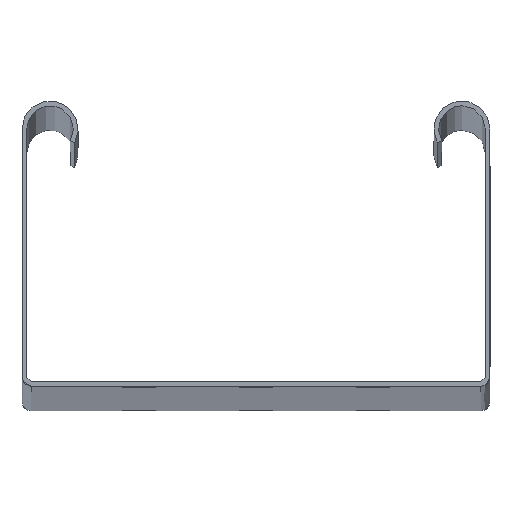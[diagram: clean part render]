
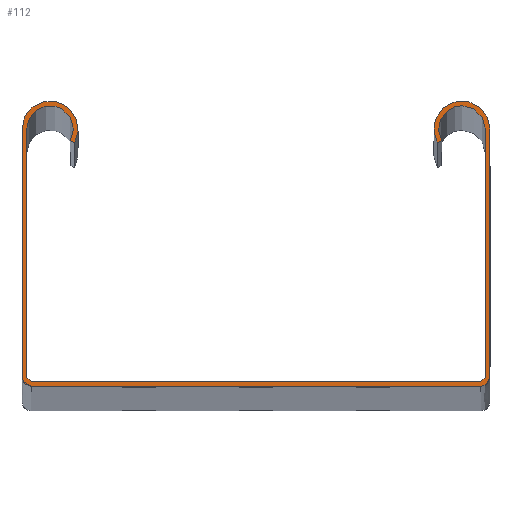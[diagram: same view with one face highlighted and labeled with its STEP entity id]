
A CAD part, top view. The second image highlights one B-rep face of the part: STEP entity #112.
In plain terms, the highlighted planar face has unit normal (0, 0, 1).
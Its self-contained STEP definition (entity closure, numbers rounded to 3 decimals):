
#112=ADVANCED_FACE('',(#290),#3270,.T.);
#290=FACE_OUTER_BOUND('',#548,.T.);
#548=EDGE_LOOP('',(#1109,#1110,#1111,#1112,#1113,#1114,#1115,#1116,#1117,
#1118,#1119,#1120,#1121,#1122,#1123,#1124));
#1109=ORIENTED_EDGE('',*,*,#1773,.F.);
#1110=ORIENTED_EDGE('',*,*,#1948,.F.);
#1111=ORIENTED_EDGE('',*,*,#1947,.F.);
#1112=ORIENTED_EDGE('',*,*,#1912,.F.);
#1113=ORIENTED_EDGE('',*,*,#1910,.F.);
#1114=ORIENTED_EDGE('',*,*,#1883,.F.);
#1115=ORIENTED_EDGE('',*,*,#1881,.F.);
#1116=ORIENTED_EDGE('',*,*,#1878,.F.);
#1117=ORIENTED_EDGE('',*,*,#1875,.T.);
#1118=ORIENTED_EDGE('',*,*,#1848,.F.);
#1119=ORIENTED_EDGE('',*,*,#1846,.T.);
#1120=ORIENTED_EDGE('',*,*,#1811,.F.);
#1121=ORIENTED_EDGE('',*,*,#1809,.T.);
#1122=ORIENTED_EDGE('',*,*,#1782,.F.);
#1123=ORIENTED_EDGE('',*,*,#1780,.T.);
#1124=ORIENTED_EDGE('',*,*,#1777,.F.);
#1773=EDGE_CURVE('',#2838,#2837,#2294,.T.);
#1777=EDGE_CURVE('',#2837,#2839,#2479,.T.);
#1780=EDGE_CURVE('',#2840,#2839,#2296,.T.);
#1782=EDGE_CURVE('',#2840,#2841,#2482,.T.);
#1809=EDGE_CURVE('',#2890,#2841,#2298,.T.);
#1811=EDGE_CURVE('',#2890,#2891,#2509,.T.);
#1846=EDGE_CURVE('',#2956,#2891,#2300,.T.);
#1848=EDGE_CURVE('',#2956,#2957,#2544,.T.);
#1875=EDGE_CURVE('',#3006,#2957,#2302,.T.);
#1878=EDGE_CURVE('',#3006,#3007,#2572,.T.);
#1881=EDGE_CURVE('',#3007,#3008,#2304,.T.);
#1883=EDGE_CURVE('',#3008,#3009,#2575,.T.);
#1910=EDGE_CURVE('',#3009,#3058,#2306,.T.);
#1912=EDGE_CURVE('',#3058,#3059,#2602,.T.);
#1947=EDGE_CURVE('',#3059,#3124,#2308,.T.);
#1948=EDGE_CURVE('',#3124,#2838,#2636,.T.);
#2294=(
BOUNDED_CURVE()
B_SPLINE_CURVE(2,(#5606,#5607,#5608,#5609,#5610,#5611,#5612,#5613,#5614),
 .UNSPECIFIED.,.F.,.F.)
B_SPLINE_CURVE_WITH_KNOTS((3,2,2,2,3),(-21.991,-16.493,
-10.996,-5.498,0.),.UNSPECIFIED.)
CURVE()
GEOMETRIC_REPRESENTATION_ITEM()
RATIONAL_B_SPLINE_CURVE((1.,0.897,1.,0.897,1.,0.897,
1.,0.897,1.))
REPRESENTATION_ITEM('')
);
#2296=(
BOUNDED_CURVE()
B_SPLINE_CURVE(2,(#5634,#5635,#5636,#5637,#5638,#5639,#5640,#5641,#5642),
 .UNSPECIFIED.,.F.,.F.)
B_SPLINE_CURVE_WITH_KNOTS((3,2,2,2,3),(0.,4.581,9.163,
13.744,18.326),.UNSPECIFIED.)
CURVE()
GEOMETRIC_REPRESENTATION_ITEM()
RATIONAL_B_SPLINE_CURVE((1.,0.897,1.,0.897,1.,0.897,
1.,0.897,1.))
REPRESENTATION_ITEM('')
);
#2298=(
BOUNDED_CURVE()
B_SPLINE_CURVE(2,(#5700,#5701,#5702),.UNSPECIFIED.,.F.,.F.)
B_SPLINE_CURVE_WITH_KNOTS((3,3),(0.,1.571),.UNSPECIFIED.)
CURVE()
GEOMETRIC_REPRESENTATION_ITEM()
RATIONAL_B_SPLINE_CURVE((1.,0.707,1.))
REPRESENTATION_ITEM('')
);
#2300=(
BOUNDED_CURVE()
B_SPLINE_CURVE(2,(#5776,#5777,#5778),.UNSPECIFIED.,.F.,.F.)
B_SPLINE_CURVE_WITH_KNOTS((3,3),(0.,1.571),.UNSPECIFIED.)
CURVE()
GEOMETRIC_REPRESENTATION_ITEM()
RATIONAL_B_SPLINE_CURVE((1.,0.707,1.))
REPRESENTATION_ITEM('')
);
#2302=(
BOUNDED_CURVE()
B_SPLINE_CURVE(2,(#5842,#5843,#5844,#5845,#5846,#5847,#5848,#5849,#5850),
 .UNSPECIFIED.,.F.,.F.)
B_SPLINE_CURVE_WITH_KNOTS((3,2,2,2,3),(0.,4.581,9.163,
13.744,18.326),.UNSPECIFIED.)
CURVE()
GEOMETRIC_REPRESENTATION_ITEM()
RATIONAL_B_SPLINE_CURVE((1.,0.897,1.,0.897,1.,0.897,
1.,0.897,1.))
REPRESENTATION_ITEM('')
);
#2304=(
BOUNDED_CURVE()
B_SPLINE_CURVE(2,(#5868,#5869,#5870,#5871,#5872,#5873,#5874,#5875,#5876),
 .UNSPECIFIED.,.F.,.F.)
B_SPLINE_CURVE_WITH_KNOTS((3,2,2,2,3),(-21.991,-16.493,
-10.996,-5.498,0.),.UNSPECIFIED.)
CURVE()
GEOMETRIC_REPRESENTATION_ITEM()
RATIONAL_B_SPLINE_CURVE((1.,0.897,1.,0.897,1.,0.897,
1.,0.897,1.))
REPRESENTATION_ITEM('')
);
#2306=(
BOUNDED_CURVE()
B_SPLINE_CURVE(2,(#5934,#5935,#5936),.UNSPECIFIED.,.F.,.F.)
B_SPLINE_CURVE_WITH_KNOTS((3,3),(-3.142,0.),.UNSPECIFIED.)
CURVE()
GEOMETRIC_REPRESENTATION_ITEM()
RATIONAL_B_SPLINE_CURVE((1.,0.707,1.))
REPRESENTATION_ITEM('')
);
#2308=(
BOUNDED_CURVE()
B_SPLINE_CURVE(2,(#6010,#6011,#6012),.UNSPECIFIED.,.F.,.F.)
B_SPLINE_CURVE_WITH_KNOTS((3,3),(-3.142,0.),.UNSPECIFIED.)
CURVE()
GEOMETRIC_REPRESENTATION_ITEM()
RATIONAL_B_SPLINE_CURVE((1.,0.707,1.))
REPRESENTATION_ITEM('')
);
#2479=B_SPLINE_CURVE_WITH_KNOTS('',1,(#5621,#5622),.UNSPECIFIED.,.F.,.F.,
(2,2),(-1.,0.),.UNSPECIFIED.);
#2482=B_SPLINE_CURVE_WITH_KNOTS('',1,(#5645,#5646),.UNSPECIFIED.,.F.,.F.,
(2,2),(-52.,0.),.UNSPECIFIED.);
#2509=B_SPLINE_CURVE_WITH_KNOTS('',1,(#5705,#5706),.UNSPECIFIED.,.F.,.F.,
(2,2),(-96.,0.),.UNSPECIFIED.);
#2544=B_SPLINE_CURVE_WITH_KNOTS('',1,(#5781,#5782),.UNSPECIFIED.,.F.,.F.,
(2,2),(-52.,0.),.UNSPECIFIED.);
#2572=B_SPLINE_CURVE_WITH_KNOTS('',1,(#5855,#5856),.UNSPECIFIED.,.F.,.F.,
(2,2),(-1.,0.),.UNSPECIFIED.);
#2575=B_SPLINE_CURVE_WITH_KNOTS('',1,(#5879,#5880),.UNSPECIFIED.,.F.,.F.,
(2,2),(-52.,0.),.UNSPECIFIED.);
#2602=B_SPLINE_CURVE_WITH_KNOTS('',1,(#5939,#5940),.UNSPECIFIED.,.F.,.F.,
(2,2),(-96.,0.),.UNSPECIFIED.);
#2636=B_SPLINE_CURVE_WITH_KNOTS('',1,(#6013,#6014),.UNSPECIFIED.,.F.,.F.,
(2,2),(-52.,0.),.UNSPECIFIED.);
#2837=VERTEX_POINT('',#5247);
#2838=VERTEX_POINT('',#5248);
#2839=VERTEX_POINT('',#5249);
#2840=VERTEX_POINT('',#5250);
#2841=VERTEX_POINT('',#5251);
#2890=VERTEX_POINT('',#5300);
#2891=VERTEX_POINT('',#5301);
#2956=VERTEX_POINT('',#5366);
#2957=VERTEX_POINT('',#5367);
#3006=VERTEX_POINT('',#5416);
#3007=VERTEX_POINT('',#5417);
#3008=VERTEX_POINT('',#5418);
#3009=VERTEX_POINT('',#5419);
#3058=VERTEX_POINT('',#5468);
#3059=VERTEX_POINT('',#5469);
#3124=VERTEX_POINT('',#5534);
#3270=PLANE('',#3380);
#3380=AXIS2_PLACEMENT_3D('',#3710,#3473,$);
#3473=DIRECTION('',(0.,0.,1.));
#3710=CARTESIAN_POINT('',(-50.,0.,1500.));
#5247=CARTESIAN_POINT('',(-38.804,52.,1500.));
#5248=CARTESIAN_POINT('',(-50.,55.,1500.));
#5249=CARTESIAN_POINT('',(-39.67,52.5,1500.));
#5250=CARTESIAN_POINT('',(-49.,55.,1500.));
#5251=CARTESIAN_POINT('',(-49.,2.,1500.));
#5300=CARTESIAN_POINT('',(-48.,1.,1500.));
#5301=CARTESIAN_POINT('',(48.,1.,1500.));
#5366=CARTESIAN_POINT('',(49.,2.,1500.));
#5367=CARTESIAN_POINT('',(49.,55.,1500.));
#5416=CARTESIAN_POINT('',(39.67,52.5,1500.));
#5417=CARTESIAN_POINT('',(38.804,52.,1500.));
#5418=CARTESIAN_POINT('',(50.,55.,1500.));
#5419=CARTESIAN_POINT('',(50.,2.,1500.));
#5468=CARTESIAN_POINT('',(48.,0.,1500.));
#5469=CARTESIAN_POINT('',(-48.,0.,1500.));
#5534=CARTESIAN_POINT('',(-50.,2.,1500.));
#5606=CARTESIAN_POINT('',(-50.,55.,1500.));
#5607=CARTESIAN_POINT('',(-50.,57.959,1500.));
#5608=CARTESIAN_POINT('',(-47.653,59.76,1500.));
#5609=CARTESIAN_POINT('',(-45.305,61.561,1500.));
#5610=CARTESIAN_POINT('',(-42.447,60.796,1500.));
#5611=CARTESIAN_POINT('',(-39.589,60.03,1500.));
#5612=CARTESIAN_POINT('',(-38.457,57.296,1500.));
#5613=CARTESIAN_POINT('',(-37.324,54.562,1500.));
#5614=CARTESIAN_POINT('',(-38.804,52.,1500.));
#5621=CARTESIAN_POINT('',(-38.804,52.,1500.));
#5622=CARTESIAN_POINT('',(-39.67,52.5,1500.));
#5634=CARTESIAN_POINT('',(-49.,55.,1500.));
#5635=CARTESIAN_POINT('',(-49.,57.466,1500.));
#5636=CARTESIAN_POINT('',(-47.044,58.967,1500.));
#5637=CARTESIAN_POINT('',(-45.088,60.468,1500.));
#5638=CARTESIAN_POINT('',(-42.706,59.83,1500.));
#5639=CARTESIAN_POINT('',(-40.324,59.191,1500.));
#5640=CARTESIAN_POINT('',(-39.381,56.913,1500.));
#5641=CARTESIAN_POINT('',(-38.437,54.635,1500.));
#5642=CARTESIAN_POINT('',(-39.67,52.5,1500.));
#5645=CARTESIAN_POINT('',(-49.,55.,1500.));
#5646=CARTESIAN_POINT('',(-49.,2.,1500.));
#5700=CARTESIAN_POINT('',(-48.,1.,1500.));
#5701=CARTESIAN_POINT('',(-49.,1.,1500.));
#5702=CARTESIAN_POINT('',(-49.,2.,1500.));
#5705=CARTESIAN_POINT('',(-48.,1.,1500.));
#5706=CARTESIAN_POINT('',(48.,1.,1500.));
#5776=CARTESIAN_POINT('',(49.,2.,1500.));
#5777=CARTESIAN_POINT('',(49.,1.,1500.));
#5778=CARTESIAN_POINT('',(48.,1.,1500.));
#5781=CARTESIAN_POINT('',(49.,2.,1500.));
#5782=CARTESIAN_POINT('',(49.,55.,1500.));
#5842=CARTESIAN_POINT('',(39.67,52.5,1500.));
#5843=CARTESIAN_POINT('',(38.437,54.635,1500.));
#5844=CARTESIAN_POINT('',(39.381,56.913,1500.));
#5845=CARTESIAN_POINT('',(40.324,59.191,1500.));
#5846=CARTESIAN_POINT('',(42.706,59.83,1500.));
#5847=CARTESIAN_POINT('',(45.088,60.468,1500.));
#5848=CARTESIAN_POINT('',(47.044,58.967,1500.));
#5849=CARTESIAN_POINT('',(49.,57.466,1500.));
#5850=CARTESIAN_POINT('',(49.,55.,1500.));
#5855=CARTESIAN_POINT('',(39.67,52.5,1500.));
#5856=CARTESIAN_POINT('',(38.804,52.,1500.));
#5868=CARTESIAN_POINT('',(38.804,52.,1500.));
#5869=CARTESIAN_POINT('',(37.324,54.562,1500.));
#5870=CARTESIAN_POINT('',(38.457,57.296,1500.));
#5871=CARTESIAN_POINT('',(39.589,60.03,1500.));
#5872=CARTESIAN_POINT('',(42.447,60.796,1500.));
#5873=CARTESIAN_POINT('',(45.305,61.561,1500.));
#5874=CARTESIAN_POINT('',(47.653,59.76,1500.));
#5875=CARTESIAN_POINT('',(50.,57.959,1500.));
#5876=CARTESIAN_POINT('',(50.,55.,1500.));
#5879=CARTESIAN_POINT('',(50.,55.,1500.));
#5880=CARTESIAN_POINT('',(50.,2.,1500.));
#5934=CARTESIAN_POINT('',(50.,2.,1500.));
#5935=CARTESIAN_POINT('',(50.,0.,1500.));
#5936=CARTESIAN_POINT('',(48.,0.,1500.));
#5939=CARTESIAN_POINT('',(48.,0.,1500.));
#5940=CARTESIAN_POINT('',(-48.,0.,1500.));
#6010=CARTESIAN_POINT('',(-48.,0.,1500.));
#6011=CARTESIAN_POINT('',(-50.,0.,1500.));
#6012=CARTESIAN_POINT('',(-50.,2.,1500.));
#6013=CARTESIAN_POINT('',(-50.,2.,1500.));
#6014=CARTESIAN_POINT('',(-50.,55.,1500.));
